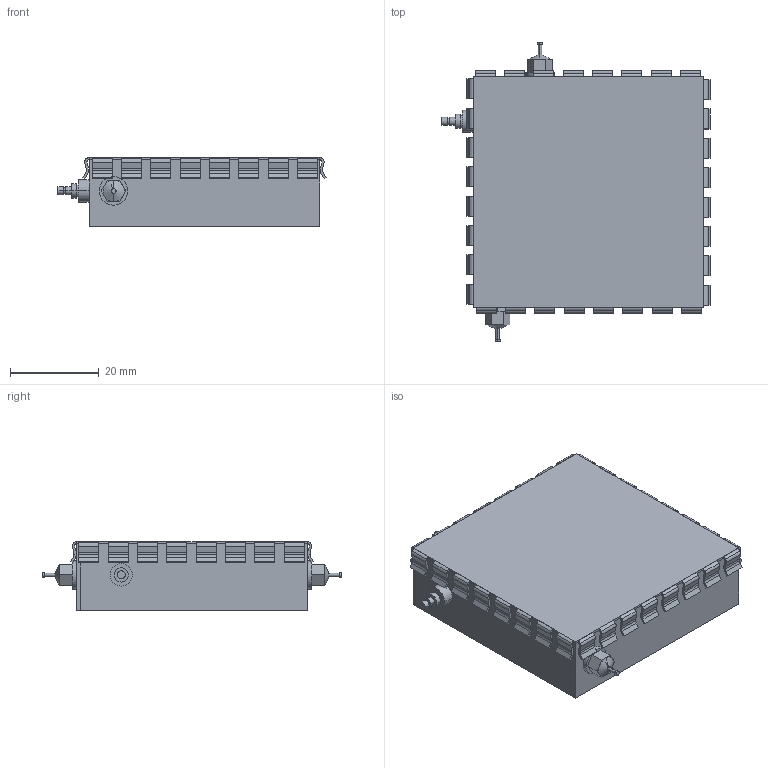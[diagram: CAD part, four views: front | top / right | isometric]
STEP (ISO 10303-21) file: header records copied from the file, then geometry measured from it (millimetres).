
FILE_DESCRIPTION((''),'2;1');
FILE_NAME('PCBM_EDA-00278-V1.stp','2009-02-23T13:41:32',(''),(''),'Mechanical Desktop 2006','Mechanical Desktop 2006',', , ');
FILE_SCHEMA(('AUTOMOTIVE_DESIGN { 1 2 10303 214 0 1 1 1 }'));
Length unit declared in the file: millimetre
Products named in the file (1): Product
Bounding box: 60.25 x 67.39 x 15.5 mm (x, y, z)
Volume: 4819.3 mm3; surface area: 14556.6 mm2
Topology: 49 solids, 49 shells, 670 faces, 1720 edges, 1144 vertices
Faces by surface type: bspline 288, plane 220, cylinder 156, cone 6
Entity records: 22121 total; most frequent: CARTESIAN_POINT 6187, ORIENTED_EDGE 3432, DIRECTION 3056, EDGE_CURVE 1716, VERTEX_POINT 1144, VECTOR 1142, LINE 1142, AXIS2_PLACEMENT_3D 957
